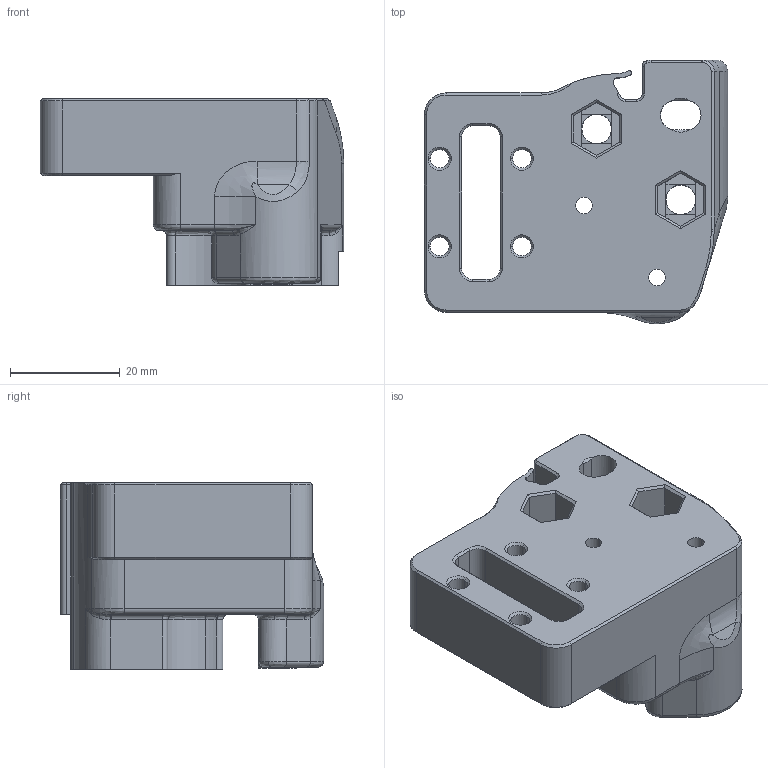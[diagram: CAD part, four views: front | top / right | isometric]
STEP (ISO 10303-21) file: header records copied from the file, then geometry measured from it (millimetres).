
FILE_DESCRIPTION (( 'STEP AP203' ), '1' );
FILE_NAME ('xy_joint_right_lower_MGN12 - CF.STEP', '2022-05-17T11:41:10', ( '' ), ( '' ), 'SwSTEP 2.0', 'SolidWorks 2022', '' );
FILE_SCHEMA (( 'CONFIG_CONTROL_DESIGN' ));
Length unit declared in the file: millimetre
Products named in the file (1): xy_joint_right_lower_MGN12 - CF
Bounding box: 55.3 x 48.02 x 34 mm (x, y, z)
Volume: 44267.2 mm3; surface area: 13927.9 mm2
Topology: 1 solids, 1 shells, 246 faces, 616 edges, 371 vertices
Faces by surface type: plane 103, cylinder 73, bspline 41, cone 29
Entity records: 8668 total; most frequent: CARTESIAN_POINT 2936, ORIENTED_EDGE 1226, DIRECTION 1106, EDGE_CURVE 613, AXIS2_PLACEMENT_3D 384, VERTEX_POINT 371, LINE 338, VECTOR 338
